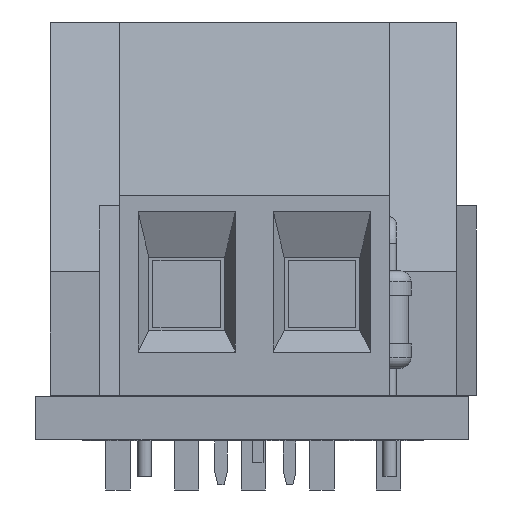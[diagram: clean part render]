
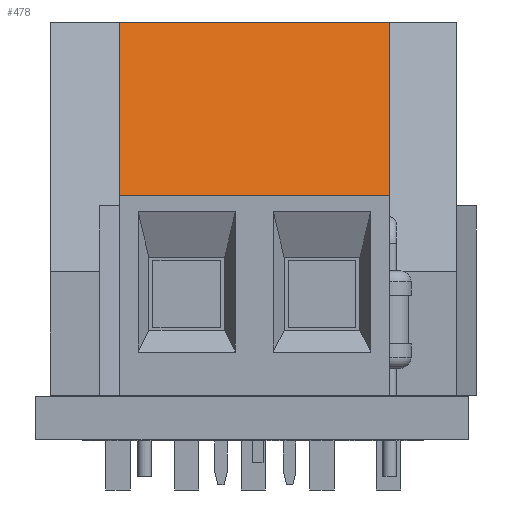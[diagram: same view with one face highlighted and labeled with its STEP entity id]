
A CAD part, left-side view. The second image highlights one B-rep face of the part: STEP entity #478.
In plain terms, the highlighted face is planar.
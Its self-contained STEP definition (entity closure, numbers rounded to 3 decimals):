
#386 = EDGE_CURVE('',#387,#389,#391,.T.);
#387 = VERTEX_POINT('',#388);
#388 = CARTESIAN_POINT('',(-2.5,-2.6,13.8));
#389 = VERTEX_POINT('',#390);
#390 = CARTESIAN_POINT('',(-2.5,-4.1,7.4));
#391 = LINE('',#392,#393);
#392 = CARTESIAN_POINT('',(-2.5,-2.6,13.8));
#393 = VECTOR('',#394,1.);
#394 = DIRECTION('',(0.,-0.228,-0.974));
#478 = ADVANCED_FACE('',(#479),#504,.F.);
#479 = FACE_BOUND('',#480,.F.);
#480 = EDGE_LOOP('',(#481,#489,#497,#503));
#481 = ORIENTED_EDGE('',*,*,#482,.T.);
#482 = EDGE_CURVE('',#387,#483,#485,.T.);
#483 = VERTEX_POINT('',#484);
#484 = CARTESIAN_POINT('',(7.5,-2.6,13.8));
#485 = LINE('',#486,#487);
#486 = CARTESIAN_POINT('',(-2.5,-2.6,13.8));
#487 = VECTOR('',#488,1.);
#488 = DIRECTION('',(1.,0.,0.));
#489 = ORIENTED_EDGE('',*,*,#490,.T.);
#490 = EDGE_CURVE('',#483,#491,#493,.T.);
#491 = VERTEX_POINT('',#492);
#492 = CARTESIAN_POINT('',(7.5,-4.1,7.4));
#493 = LINE('',#494,#495);
#494 = CARTESIAN_POINT('',(7.5,-2.6,13.8));
#495 = VECTOR('',#496,1.);
#496 = DIRECTION('',(0.,-0.228,-0.974));
#497 = ORIENTED_EDGE('',*,*,#498,.F.);
#498 = EDGE_CURVE('',#389,#491,#499,.T.);
#499 = LINE('',#500,#501);
#500 = CARTESIAN_POINT('',(-2.5,-4.1,7.4));
#501 = VECTOR('',#502,1.);
#502 = DIRECTION('',(1.,0.,0.));
#503 = ORIENTED_EDGE('',*,*,#386,.F.);
#504 = PLANE('',#505);
#505 = AXIS2_PLACEMENT_3D('',#506,#507,#508);
#506 = CARTESIAN_POINT('',(-2.5,-2.6,13.8));
#507 = DIRECTION('',(0.,0.974,-0.228));
#508 = DIRECTION('',(0.,-0.228,-0.974));
